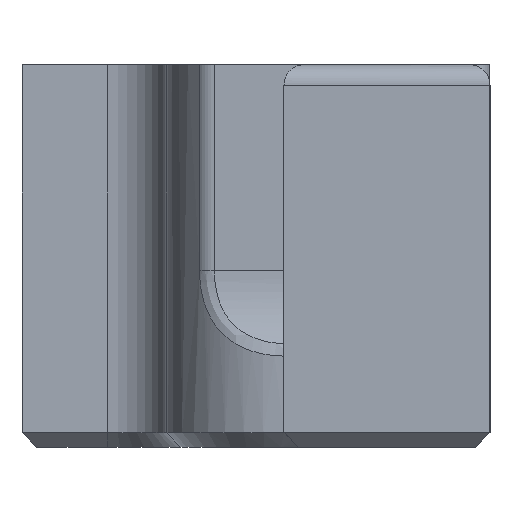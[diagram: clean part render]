
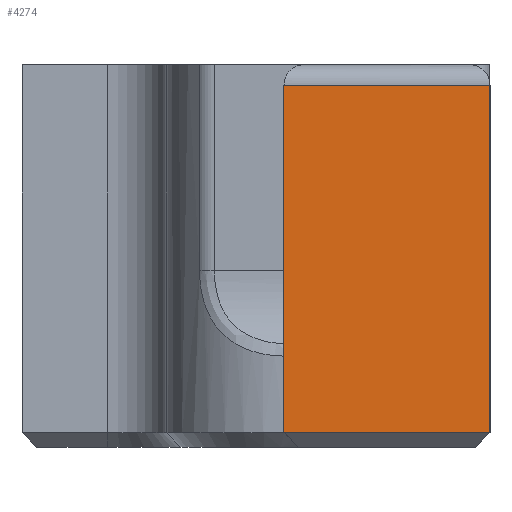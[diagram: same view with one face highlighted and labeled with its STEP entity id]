
A CAD part, left-side view. The second image highlights one B-rep face of the part: STEP entity #4274.
In plain terms, the highlighted planar face has unit normal (-1, 0, 0).
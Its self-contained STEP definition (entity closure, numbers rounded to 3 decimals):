
#685 = PLANE('',#686);
#686 = AXIS2_PLACEMENT_3D('',#687,#688,#689);
#687 = CARTESIAN_POINT('',(-25.,0.,0.));
#688 = DIRECTION('',(0.,1.,0.));
#689 = DIRECTION('',(0.,0.,1.));
#1342 = PLANE('',#1343);
#1343 = AXIS2_PLACEMENT_3D('',#1344,#1345,#1346);
#1344 = CARTESIAN_POINT('',(-24.75,0.,0.25));
#1345 = DIRECTION('',(-0.707,0.,-0.707));
#1346 = DIRECTION('',(-0.,-1.,-0.));
#1860 = VERTEX_POINT('',#1861);
#1861 = CARTESIAN_POINT('',(-25.,0.,0.5));
#1882 = EDGE_CURVE('',#1860,#1883,#1885,.T.);
#1883 = VERTEX_POINT('',#1884);
#1884 = CARTESIAN_POINT('',(-25.,0.,12.3));
#1885 = SURFACE_CURVE('',#1886,(#1890,#1897),.PCURVE_S1.);
#1886 = LINE('',#1887,#1888);
#1887 = CARTESIAN_POINT('',(-25.,0.,0.));
#1888 = VECTOR('',#1889,1.);
#1889 = DIRECTION('',(0.,0.,1.));
#1890 = PCURVE('',#685,#1891);
#1891 = DEFINITIONAL_REPRESENTATION('',(#1892),#1896);
#1892 = LINE('',#1893,#1894);
#1893 = CARTESIAN_POINT('',(0.,0.));
#1894 = VECTOR('',#1895,1.);
#1895 = DIRECTION('',(1.,0.));
#1896 = ( GEOMETRIC_REPRESENTATION_CONTEXT(2) 
PARAMETRIC_REPRESENTATION_CONTEXT() REPRESENTATION_CONTEXT('2D SPACE',''
  ) );
#1897 = PCURVE('',#1898,#1903);
#1898 = PLANE('',#1899);
#1899 = AXIS2_PLACEMENT_3D('',#1900,#1901,#1902);
#1900 = CARTESIAN_POINT('',(-25.,0.,0.));
#1901 = DIRECTION('',(1.,0.,0.));
#1902 = DIRECTION('',(0.,0.,1.));
#1903 = DEFINITIONAL_REPRESENTATION('',(#1904),#1908);
#1904 = LINE('',#1905,#1906);
#1905 = CARTESIAN_POINT('',(0.,0.));
#1906 = VECTOR('',#1907,1.);
#1907 = DIRECTION('',(1.,0.));
#1908 = ( GEOMETRIC_REPRESENTATION_CONTEXT(2) 
PARAMETRIC_REPRESENTATION_CONTEXT() REPRESENTATION_CONTEXT('2D SPACE',''
  ) );
#2610 = PLANE('',#2611);
#2611 = AXIS2_PLACEMENT_3D('',#2612,#2613,#2614);
#2612 = CARTESIAN_POINT('',(-25.,7.,13.));
#2613 = DIRECTION('',(0.,-1.,0.));
#2614 = DIRECTION('',(1.,0.,0.));
#3812 = VERTEX_POINT('',#3813);
#3813 = CARTESIAN_POINT('',(-25.,7.,0.5));
#3834 = EDGE_CURVE('',#1860,#3812,#3835,.T.);
#3835 = SURFACE_CURVE('',#3836,(#3840,#3847),.PCURVE_S1.);
#3836 = LINE('',#3837,#3838);
#3837 = CARTESIAN_POINT('',(-25.,0.,0.5));
#3838 = VECTOR('',#3839,1.);
#3839 = DIRECTION('',(0.,1.,0.));
#3840 = PCURVE('',#1342,#3841);
#3841 = DEFINITIONAL_REPRESENTATION('',(#3842),#3846);
#3842 = LINE('',#3843,#3844);
#3843 = CARTESIAN_POINT('',(-0.,0.354));
#3844 = VECTOR('',#3845,1.);
#3845 = DIRECTION('',(-1.,0.));
#3846 = ( GEOMETRIC_REPRESENTATION_CONTEXT(2) 
PARAMETRIC_REPRESENTATION_CONTEXT() REPRESENTATION_CONTEXT('2D SPACE',''
  ) );
#3847 = PCURVE('',#1898,#3848);
#3848 = DEFINITIONAL_REPRESENTATION('',(#3849),#3853);
#3849 = LINE('',#3850,#3851);
#3850 = CARTESIAN_POINT('',(0.5,0.));
#3851 = VECTOR('',#3852,1.);
#3852 = DIRECTION('',(0.,-1.));
#3853 = ( GEOMETRIC_REPRESENTATION_CONTEXT(2) 
PARAMETRIC_REPRESENTATION_CONTEXT() REPRESENTATION_CONTEXT('2D SPACE',''
  ) );
#4274 = ADVANCED_FACE('',(#4275),#1898,.F.);
#4275 = FACE_BOUND('',#4276,.F.);
#4276 = EDGE_LOOP('',(#4277,#4300,#4326,#4327));
#4277 = ORIENTED_EDGE('',*,*,#4278,.F.);
#4278 = EDGE_CURVE('',#4279,#3812,#4281,.T.);
#4279 = VERTEX_POINT('',#4280);
#4280 = CARTESIAN_POINT('',(-25.,7.,12.3));
#4281 = SURFACE_CURVE('',#4282,(#4286,#4293),.PCURVE_S1.);
#4282 = LINE('',#4283,#4284);
#4283 = CARTESIAN_POINT('',(-25.,7.,13.));
#4284 = VECTOR('',#4285,1.);
#4285 = DIRECTION('',(-0.,-0.,-1.));
#4286 = PCURVE('',#1898,#4287);
#4287 = DEFINITIONAL_REPRESENTATION('',(#4288),#4292);
#4288 = LINE('',#4289,#4290);
#4289 = CARTESIAN_POINT('',(13.,-7.));
#4290 = VECTOR('',#4291,1.);
#4291 = DIRECTION('',(-1.,0.));
#4292 = ( GEOMETRIC_REPRESENTATION_CONTEXT(2) 
PARAMETRIC_REPRESENTATION_CONTEXT() REPRESENTATION_CONTEXT('2D SPACE',''
  ) );
#4293 = PCURVE('',#2610,#4294);
#4294 = DEFINITIONAL_REPRESENTATION('',(#4295),#4299);
#4295 = LINE('',#4296,#4297);
#4296 = CARTESIAN_POINT('',(0.,0.));
#4297 = VECTOR('',#4298,1.);
#4298 = DIRECTION('',(0.,-1.));
#4299 = ( GEOMETRIC_REPRESENTATION_CONTEXT(2) 
PARAMETRIC_REPRESENTATION_CONTEXT() REPRESENTATION_CONTEXT('2D SPACE',''
  ) );
#4300 = ORIENTED_EDGE('',*,*,#4301,.F.);
#4301 = EDGE_CURVE('',#1883,#4279,#4302,.T.);
#4302 = SURFACE_CURVE('',#4303,(#4307,#4314),.PCURVE_S1.);
#4303 = LINE('',#4304,#4305);
#4304 = CARTESIAN_POINT('',(-25.,0.,12.3));
#4305 = VECTOR('',#4306,1.);
#4306 = DIRECTION('',(0.,1.,0.));
#4307 = PCURVE('',#1898,#4308);
#4308 = DEFINITIONAL_REPRESENTATION('',(#4309),#4313);
#4309 = LINE('',#4310,#4311);
#4310 = CARTESIAN_POINT('',(12.3,0.));
#4311 = VECTOR('',#4312,1.);
#4312 = DIRECTION('',(0.,-1.));
#4313 = ( GEOMETRIC_REPRESENTATION_CONTEXT(2) 
PARAMETRIC_REPRESENTATION_CONTEXT() REPRESENTATION_CONTEXT('2D SPACE',''
  ) );
#4314 = PCURVE('',#4315,#4320);
#4315 = CYLINDRICAL_SURFACE('',#4316,0.7);
#4316 = AXIS2_PLACEMENT_3D('',#4317,#4318,#4319);
#4317 = CARTESIAN_POINT('',(-24.3,0.,12.3));
#4318 = DIRECTION('',(0.,1.,0.));
#4319 = DIRECTION('',(-1.,0.,0.));
#4320 = DEFINITIONAL_REPRESENTATION('',(#4321),#4325);
#4321 = LINE('',#4322,#4323);
#4322 = CARTESIAN_POINT('',(0.,0.));
#4323 = VECTOR('',#4324,1.);
#4324 = DIRECTION('',(0.,1.));
#4325 = ( GEOMETRIC_REPRESENTATION_CONTEXT(2) 
PARAMETRIC_REPRESENTATION_CONTEXT() REPRESENTATION_CONTEXT('2D SPACE',''
  ) );
#4326 = ORIENTED_EDGE('',*,*,#1882,.F.);
#4327 = ORIENTED_EDGE('',*,*,#3834,.T.);
